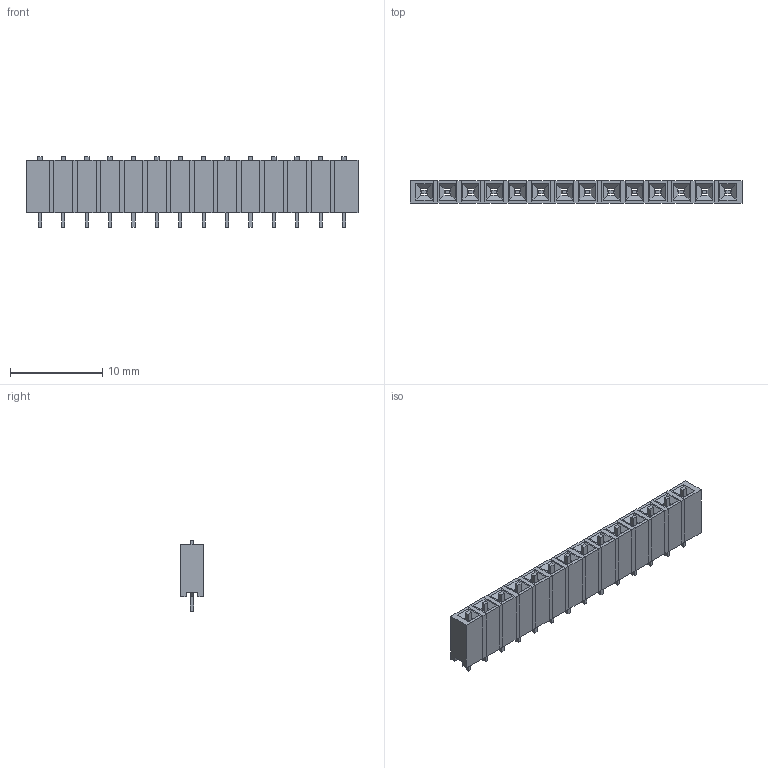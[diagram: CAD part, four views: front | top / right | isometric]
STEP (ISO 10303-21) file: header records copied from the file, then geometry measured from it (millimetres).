
FILE_DESCRIPTION(('FreeCAD Model'),'2;1');
FILE_NAME('flip-pins-align-14.step','2016-09-12T16:31:45',( 'Author'),(''),'Open CASCADE STEP processor 6.8','FreeCAD','Unknown' );
FILE_SCHEMA(('AUTOMOTIVE_DESIGN_CC2 { 1 2 10303 214 -1 1 5 4 }'));
Length unit declared in the file: millimetre
Products named in the file (2): ASSEMBLY; flip-pins-align-14
Assembly tree (1 placements, depth 2):
  ASSEMBLY
    flip-pins-align-14
Bounding box: 36.06 x 2.4 x 7.65 mm (x, y, z)
Volume: 390.8 mm3; surface area: 1315.2 mm2
Topology: 1 solids, 1 shells, 722 faces, 1924 edges, 1176 vertices
Faces by surface type: plane 722
Entity records: 51757 total; most frequent: CARTESIAN_POINT 7672, DIRECTION 7220, LINE 5772, VECTOR 5772, ORIENTED_EDGE 3848, PCURVE 3848, DEFINITIONAL_REPRESENTATION 3848, EDGE_CURVE 1924
